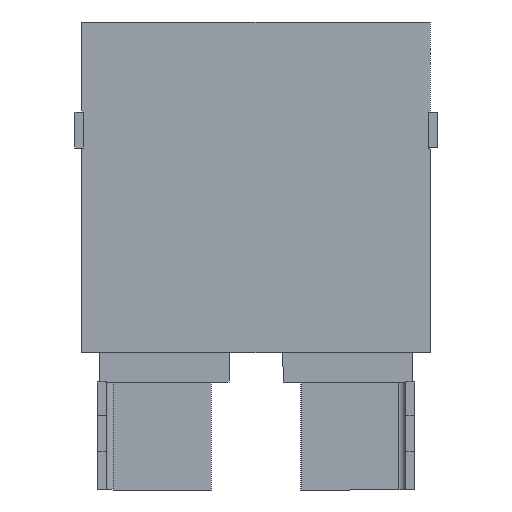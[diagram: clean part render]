
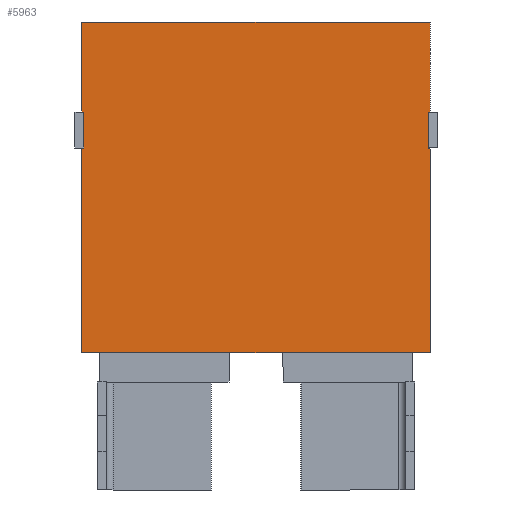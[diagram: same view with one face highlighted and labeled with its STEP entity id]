
A CAD part, front view. The second image highlights one B-rep face of the part: STEP entity #5963.
In plain terms, the highlighted planar face has unit normal (0, -1, 0).
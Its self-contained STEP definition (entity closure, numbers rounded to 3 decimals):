
#55 = VERTEX_POINT ( 'NONE', #1115 ) ;
#65 = PLANE ( 'NONE',  #3116 ) ;
#72 = CARTESIAN_POINT ( 'NONE',  ( 7.75, 0., 6.4 ) ) ;
#153 = ORIENTED_EDGE ( 'NONE', *, *, #4482, .T. ) ;
#193 = CARTESIAN_POINT ( 'NONE',  ( 7.75, 0., 4.8 ) ) ;
#256 = LINE ( 'NONE', #5159, #5903 ) ;
#271 = CARTESIAN_POINT ( 'NONE',  ( 7.75, 0., 10.4 ) ) ;
#439 = CARTESIAN_POINT ( 'NONE',  ( -7.75, 0., 10.4 ) ) ;
#475 = CARTESIAN_POINT ( 'NONE',  ( -7.75, 0., 4.8 ) ) ;
#673 = CARTESIAN_POINT ( 'NONE',  ( 7.75, 0., 6.4 ) ) ;
#675 = DIRECTION ( 'NONE',  ( -1., 0., 0. ) ) ;
#685 = CARTESIAN_POINT ( 'NONE',  ( 7.75, 0., 10.4 ) ) ;
#804 = VERTEX_POINT ( 'NONE', #5759 ) ;
#950 = ORIENTED_EDGE ( 'NONE', *, *, #1068, .T. ) ;
#1028 = LINE ( 'NONE', #5393, #1247 ) ;
#1068 = EDGE_CURVE ( 'NONE', #3142, #2673, #1348, .T. ) ;
#1093 = ORIENTED_EDGE ( 'NONE', *, *, #4405, .F. ) ;
#1104 = DIRECTION ( 'NONE',  ( 1., 0., 0. ) ) ;
#1115 = CARTESIAN_POINT ( 'NONE',  ( 7.65, 0., 4.8 ) ) ;
#1116 = EDGE_CURVE ( 'NONE', #5064, #5882, #4726, .T. ) ;
#1183 = EDGE_CURVE ( 'NONE', #804, #3436, #3490, .T. ) ;
#1247 = VECTOR ( 'NONE', #1104, 1000. ) ;
#1259 = VECTOR ( 'NONE', #5109, 1000. ) ;
#1337 = CARTESIAN_POINT ( 'NONE',  ( 7.75, 0., -4.3 ) ) ;
#1348 = LINE ( 'NONE', #2182, #2505 ) ;
#1353 = DIRECTION ( 'NONE',  ( 0., 0., -1. ) ) ;
#1434 = CARTESIAN_POINT ( 'NONE',  ( 7.75, 0., -4.3 ) ) ;
#1492 = DIRECTION ( 'NONE',  ( 1., 0., 0. ) ) ;
#1499 = ORIENTED_EDGE ( 'NONE', *, *, #6077, .T. ) ;
#1568 = ORIENTED_EDGE ( 'NONE', *, *, #4050, .T. ) ;
#1780 = LINE ( 'NONE', #4694, #4885 ) ;
#1859 = ORIENTED_EDGE ( 'NONE', *, *, #2491, .T. ) ;
#1875 = CARTESIAN_POINT ( 'NONE',  ( -7.75, 0., -4.3 ) ) ;
#1893 = EDGE_CURVE ( 'NONE', #4373, #5959, #256, .T. ) ;
#1904 = LINE ( 'NONE', #193, #5241 ) ;
#1957 = CARTESIAN_POINT ( 'NONE',  ( 7.75, 0., -4.3 ) ) ;
#2135 = VECTOR ( 'NONE', #5130, 1000. ) ;
#2182 = CARTESIAN_POINT ( 'NONE',  ( 7.75, 0., 6.4 ) ) ;
#2330 = DIRECTION ( 'NONE',  ( 0., 0., 1. ) ) ;
#2392 = EDGE_CURVE ( 'NONE', #2673, #4638, #5297, .T. ) ;
#2404 = CARTESIAN_POINT ( 'NONE',  ( 7.75, 0., -4.3 ) ) ;
#2414 = LINE ( 'NONE', #5919, #5149 ) ;
#2491 = EDGE_CURVE ( 'NONE', #5064, #5247, #5523, .T. ) ;
#2505 = VECTOR ( 'NONE', #5489, 1000. ) ;
#2565 = DIRECTION ( 'NONE',  ( 0., 0., 1. ) ) ;
#2599 = VECTOR ( 'NONE', #675, 1000. ) ;
#2673 = VERTEX_POINT ( 'NONE', #673 ) ;
#2723 = FACE_OUTER_BOUND ( 'NONE', #5776, .T. ) ;
#2795 = DIRECTION ( 'NONE',  ( 0., 1., 0. ) ) ;
#2921 = VERTEX_POINT ( 'NONE', #475 ) ;
#3116 = AXIS2_PLACEMENT_3D ( 'NONE', #4732, #2795, #3752 ) ;
#3142 = VERTEX_POINT ( 'NONE', #4295 ) ;
#3306 = DIRECTION ( 'NONE',  ( 0., 0., 1. ) ) ;
#3324 = CARTESIAN_POINT ( 'NONE',  ( -7.75, 0., 6.4 ) ) ;
#3422 = EDGE_CURVE ( 'NONE', #2921, #3436, #1028, .T. ) ;
#3436 = VERTEX_POINT ( 'NONE', #5372 ) ;
#3490 = LINE ( 'NONE', #4693, #4503 ) ;
#3752 = DIRECTION ( 'NONE',  ( 0., 0., 1. ) ) ;
#3980 = CARTESIAN_POINT ( 'NONE',  ( 7.75, 0., 4.8 ) ) ;
#4050 = EDGE_CURVE ( 'NONE', #4638, #5959, #5105, .T. ) ;
#4157 = ORIENTED_EDGE ( 'NONE', *, *, #1116, .F. ) ;
#4229 = ORIENTED_EDGE ( 'NONE', *, *, #1183, .T. ) ;
#4295 = CARTESIAN_POINT ( 'NONE',  ( 7.65, 0., 6.4 ) ) ;
#4373 = VERTEX_POINT ( 'NONE', #3324 ) ;
#4405 = EDGE_CURVE ( 'NONE', #5882, #2921, #1780, .T. ) ;
#4482 = EDGE_CURVE ( 'NONE', #4373, #804, #5936, .T. ) ;
#4488 = ORIENTED_EDGE ( 'NONE', *, *, #2392, .T. ) ;
#4503 = VECTOR ( 'NONE', #1353, 1000. ) ;
#4559 = VECTOR ( 'NONE', #5173, 1000. ) ;
#4638 = VERTEX_POINT ( 'NONE', #685 ) ;
#4693 = CARTESIAN_POINT ( 'NONE',  ( -7.65, 0., -4.3 ) ) ;
#4694 = CARTESIAN_POINT ( 'NONE',  ( -7.75, 0., -4.3 ) ) ;
#4726 = LINE ( 'NONE', #1434, #2135 ) ;
#4732 = CARTESIAN_POINT ( 'NONE',  ( 7.75, 0., -4.3 ) ) ;
#4881 = ORIENTED_EDGE ( 'NONE', *, *, #3422, .F. ) ;
#4885 = VECTOR ( 'NONE', #3306, 1000. ) ;
#5040 = VECTOR ( 'NONE', #1492, 1000. ) ;
#5064 = VERTEX_POINT ( 'NONE', #1957 ) ;
#5105 = LINE ( 'NONE', #271, #2599 ) ;
#5109 = DIRECTION ( 'NONE',  ( 0., 0., 1. ) ) ;
#5130 = DIRECTION ( 'NONE',  ( -1., 0., 0. ) ) ;
#5149 = VECTOR ( 'NONE', #2565, 1000. ) ;
#5159 = CARTESIAN_POINT ( 'NONE',  ( -7.75, 0., -4.3 ) ) ;
#5173 = DIRECTION ( 'NONE',  ( 0., 0., 1. ) ) ;
#5199 = EDGE_CURVE ( 'NONE', #55, #5247, #1904, .T. ) ;
#5241 = VECTOR ( 'NONE', #5328, 1000. ) ;
#5247 = VERTEX_POINT ( 'NONE', #3980 ) ;
#5297 = LINE ( 'NONE', #1337, #1259 ) ;
#5328 = DIRECTION ( 'NONE',  ( 1., 0., 0. ) ) ;
#5372 = CARTESIAN_POINT ( 'NONE',  ( -7.65, 0., 4.8 ) ) ;
#5388 = ORIENTED_EDGE ( 'NONE', *, *, #5199, .F. ) ;
#5393 = CARTESIAN_POINT ( 'NONE',  ( 7.75, 0., 4.8 ) ) ;
#5489 = DIRECTION ( 'NONE',  ( 1., 0., 0. ) ) ;
#5523 = LINE ( 'NONE', #2404, #4559 ) ;
#5629 = ORIENTED_EDGE ( 'NONE', *, *, #1893, .F. ) ;
#5759 = CARTESIAN_POINT ( 'NONE',  ( -7.65, 0., 6.4 ) ) ;
#5776 = EDGE_LOOP ( 'NONE', ( #5629, #153, #4229, #4881, #1093, #4157, #1859, #5388, #1499, #950, #4488, #1568 ) ) ;
#5882 = VERTEX_POINT ( 'NONE', #1875 ) ;
#5903 = VECTOR ( 'NONE', #2330, 1000. ) ;
#5919 = CARTESIAN_POINT ( 'NONE',  ( 7.65, 0., -4.3 ) ) ;
#5936 = LINE ( 'NONE', #72, #5040 ) ;
#5959 = VERTEX_POINT ( 'NONE', #439 ) ;
#5963 = ADVANCED_FACE ( 'NONE', ( #2723 ), #65, .F. ) ;
#6077 = EDGE_CURVE ( 'NONE', #55, #3142, #2414, .T. ) ;
